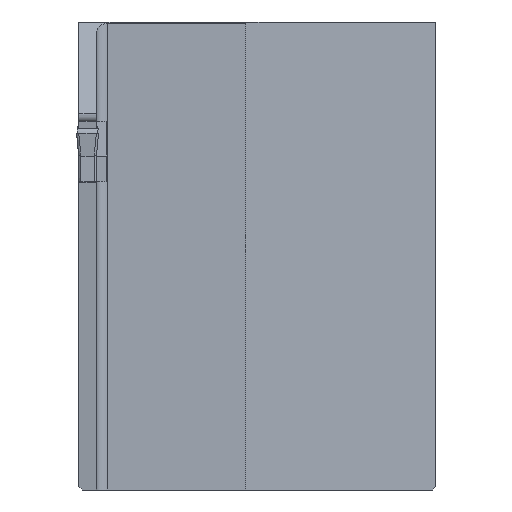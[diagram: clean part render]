
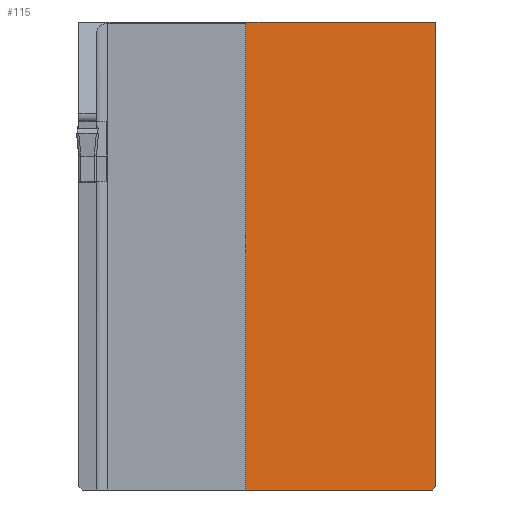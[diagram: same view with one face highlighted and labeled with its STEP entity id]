
A CAD part, left-side view. The second image highlights one B-rep face of the part: STEP entity #115.
In plain terms, the highlighted planar face has unit normal (-0.707, -0.707, 0).
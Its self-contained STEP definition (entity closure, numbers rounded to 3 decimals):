
#115=ADVANCED_FACE('',(#234),#180,.F.);
#180=PLANE('',#1291);
#234=FACE_OUTER_BOUND('',#300,.T.);
#300=EDGE_LOOP('',(#461,#462,#463,#464,#465));
#461=ORIENTED_EDGE('',*,*,#851,.F.);
#462=ORIENTED_EDGE('',*,*,#849,.F.);
#463=ORIENTED_EDGE('',*,*,#811,.F.);
#464=ORIENTED_EDGE('',*,*,#806,.F.);
#465=ORIENTED_EDGE('',*,*,#845,.F.);
#694=VERTEX_POINT('',#1696);
#695=VERTEX_POINT('',#1698);
#699=VERTEX_POINT('',#1708);
#729=VERTEX_POINT('',#1777);
#731=VERTEX_POINT('',#1783);
#806=EDGE_CURVE('',#694,#695,#980,.T.);
#811=EDGE_CURVE('',#695,#699,#984,.T.);
#845=EDGE_CURVE('',#729,#694,#1015,.T.);
#849=EDGE_CURVE('',#699,#731,#1019,.T.);
#851=EDGE_CURVE('',#731,#729,#1021,.T.);
#980=LINE('',#1697,#1120);
#984=LINE('',#1707,#1124);
#1015=LINE('',#1778,#1155);
#1019=LINE('',#1785,#1159);
#1021=LINE('',#1788,#1161);
#1120=VECTOR('',#1359,1.);
#1124=VECTOR('',#1367,1.);
#1155=VECTOR('',#1416,1.);
#1159=VECTOR('',#1422,1.);
#1161=VECTOR('',#1426,1.);
#1291=AXIS2_PLACEMENT_3D('',#1843,#1491,#1492);
#1359=DIRECTION('',(0.707,-0.707,0.));
#1367=DIRECTION('',(0.,0.,-1.));
#1416=DIRECTION('',(0.,0.,1.));
#1422=DIRECTION('',(-0.577,0.577,-0.577));
#1426=DIRECTION('',(-0.707,0.707,0.));
#1491=DIRECTION('',(0.707,0.707,0.));
#1492=DIRECTION('',(0.707,-0.707,0.));
#1696=CARTESIAN_POINT('',(16.,-15.,10.));
#1697=CARTESIAN_POINT('',(16.,-15.,10.));
#1698=CARTESIAN_POINT('',(33.,-32.,10.));
#1707=CARTESIAN_POINT('',(33.,-32.,-40.));
#1708=CARTESIAN_POINT('',(33.,-32.,-31.7));
#1777=CARTESIAN_POINT('',(16.,-15.,-32.));
#1778=CARTESIAN_POINT('',(16.,-15.,-40.));
#1783=CARTESIAN_POINT('',(32.7,-31.7,-32.));
#1785=CARTESIAN_POINT('',(18.9,-17.9,-45.8));
#1788=CARTESIAN_POINT('',(16.,-15.,-32.));
#1843=CARTESIAN_POINT('',(16.,-15.,-40.));
